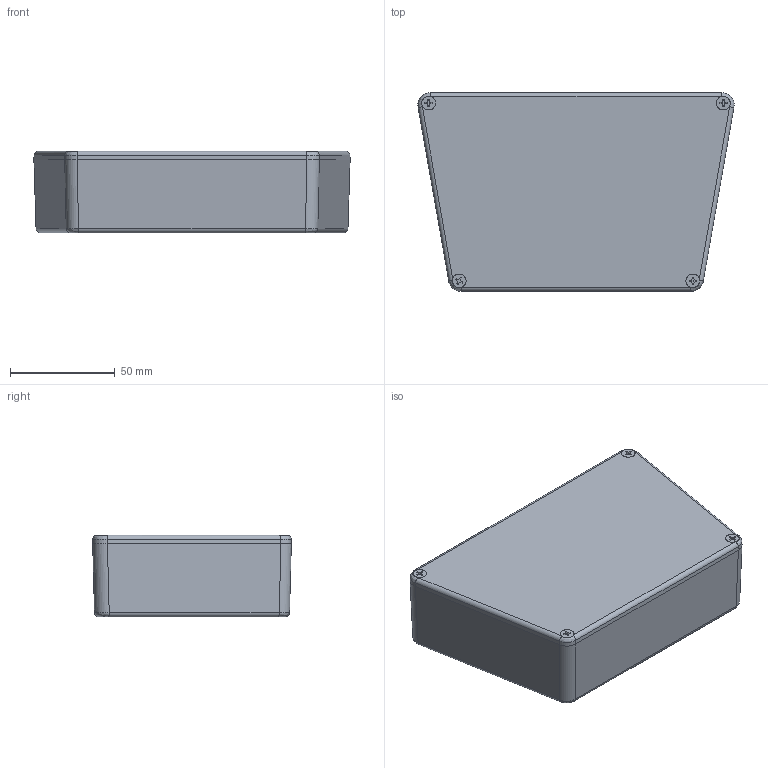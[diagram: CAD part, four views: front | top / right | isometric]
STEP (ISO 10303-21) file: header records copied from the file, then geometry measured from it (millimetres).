
FILE_DESCRIPTION(/* description */ (''),/* implementation_level */ '2;1');
FILE_NAME(/* name */ '1590TRPC.iam.stp',/* time_stamp */ '2014-07-28T13:51:12-04:00',/* author */ ('tcook'),/* organization */ (''),/* preprocessor_version */ 'ST-DEVELOPER v15.2',/* originating_system */ 'Autodesk Inventor 2014',/* authorisation */ '');
FILE_SCHEMA (('AUTOMOTIVE_DESIGN { 1 0 10303 214 3 1 1 }'));
Length unit declared in the file: millimetre
Products named in the file (4): 1590TRPC Box; 1590TRPC Lid; (screw M3.5-0.6X 12mm FH); 1590TRPC
Bounding box: 151.2 x 95 x 39 mm (x, y, z)
Volume: 89379.7 mm3; surface area: 86142 mm2
Topology: 6 solids, 6 shells, 307 faces, 764 edges, 472 vertices
Faces by surface type: plane 135, cylinder 76, cone 52, torus 28, sphere 8, bspline 8
Full cylindrical faces by diameter (mm): 2.642 x4, 3.42 x4, 4 x8
Entity records: 6915 total; most frequent: CARTESIAN_POINT 1402, DIRECTION 1230, ORIENTED_EDGE 1062, EDGE_CURVE 531, AXIS2_PLACEMENT_3D 483, VERTEX_POINT 331, EDGE_LOOP 266, LINE 264
